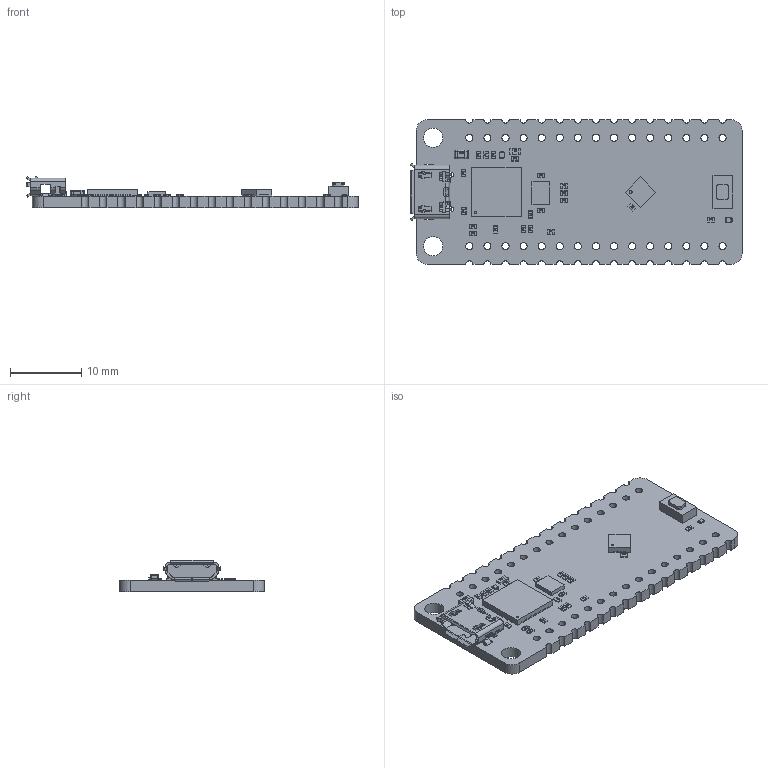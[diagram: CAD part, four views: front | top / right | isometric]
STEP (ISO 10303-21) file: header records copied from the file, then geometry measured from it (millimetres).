
FILE_DESCRIPTION(('Open CASCADE Model'),'2;1');
FILE_NAME('Open CASCADE Shape Model','2016-12-12T14:00:41',('Author'),( 'Open CASCADE'),'Open CASCADE STEP processor 6.8','Open CASCADE 6.8' ,'Unknown');
FILE_SCHEMA(('AUTOMOTIVE_DESIGN { 1 0 10303 214 1 1 1 1 }'));
Length unit declared in the file: millimetre
Products named in the file (51): PCB; Board; U200; 1387840288; Open_CASCADE_STEP_translator_6.8_14.1; Body; Open_CASCADE_STEP_translator_6.8_14.2.1; Thermal_Shape; Pin_Shape; Open_CASCADE_STEP_translator_6.8_14.4.1; C200; 0402_SMD_Capacitor; C110; 0603_SMD_Capacitor; R200; 0402_SMD_Resistor; U100; User_Library-smd_qfn-44-2; XC100; 807561488; Extruded; SW200; 807561624; 807561352; R205; R201; R203; R104; R103; R102; R101; R105; J101; ZX62D-B-5PA8_Col; F100; 0805_SMD_Resistor; D200; SML-P10; D100; C107 ...
Assembly tree (88 placements, depth 5):
  PCB
    Board
    U200
      1387840288
        Open_CASCADE_STEP_translator_6.8_14.1
        Body
          Open_CASCADE_STEP_translator_6.8_14.2.1
        Thermal_Shape
        Pin_Shape  x20
          Open_CASCADE_STEP_translator_6.8_14.4.1
    C200
      0402_SMD_Capacitor
    C110
      0603_SMD_Capacitor
    R200
      0402_SMD_Resistor
    U100
      User_Library-smd_qfn-44-2
    XC100
      807561488
        Extruded
    SW200
      807561624
        Extruded
      807561352
        Extruded
    R205
      0402_SMD_Resistor
    R201
      0402_SMD_Resistor
    R203
      0402_SMD_Resistor
    R104
      0402_SMD_Resistor
    R103
      0402_SMD_Resistor
    R102
      0402_SMD_Resistor
    R101
      0402_SMD_Resistor
    R105
      0402_SMD_Resistor
    J101
      ZX62D-B-5PA8_Col
    F100
      0805_SMD_Resistor
    D200
      SML-P10
    D100
      SML-P10
    C107
      0402_SMD_Capacitor
    C106
      0402_SMD_Capacitor
    C105
      0402_SMD_Capacitor
    C103
      0402_SMD_Capacitor
    C102
      0402_SMD_Capacitor
Bounding box: 46.62 x 20.32 x 4.37 mm (x, y, z)
Volume: 1539.4 mm3; surface area: 2723.4 mm2
Topology: 58 solids, 59 shells, 3292 faces, 8342 edges, 5079 vertices
Faces by surface type: plane 1848, cylinder 814, bspline 454, sphere 176
Full cylindrical faces by diameter (mm): 0.375 x1, 1 x30, 2.7 x2
Entity records: 56303 total; most frequent: CARTESIAN_POINT 15910, ORIENTED_EDGE 7875, DIRECTION 7257, EDGE_CURVE 3934, LINE 2837, VECTOR 2837, VERTEX_POINT 2547, AXIS2_PLACEMENT_3D 2210
